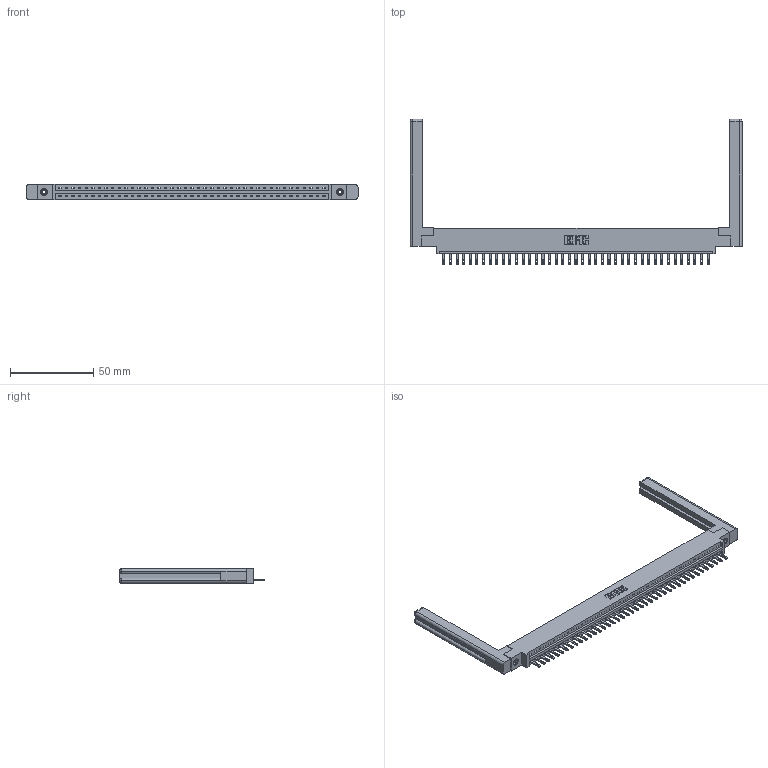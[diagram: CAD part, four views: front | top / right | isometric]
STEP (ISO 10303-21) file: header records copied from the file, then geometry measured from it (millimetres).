
FILE_DESCRIPTION (( 'STEP AP203' ), '1' );
FILE_NAME ('337-041-500-658.STEP', '2019-10-01T20:19:23', ( '' ), ( '' ), 'SwSTEP 2.0', 'SolidWorks 2016', '' );
FILE_SCHEMA (( 'CONFIG_CONTROL_DESIGN' ));
Length unit declared in the file: inch
Products named in the file (5): 345-250-001_345-250-001-102; 337-041-500-658; 337 Part_0.170 Offset - 0.156 Dia-TI; 345-292-001_345-293-100; 307-220-058
Assembly tree (46 placements, depth 2):
  337-041-500-658
    337 Part_0.170 Offset - 0.156 Dia-TI
    345-292-001_345-293-100  x41
    345-250-001_345-250-001-102  x2
    307-220-058  x2
Bounding box: 199.09 x 87.25 x 9.4 mm (x, y, z)
Volume: 27749.1 mm3; surface area: 26673.2 mm2
Topology: 46 solids, 46 shells, 2638 faces, 8057 edges, 5358 vertices
Faces by surface type: plane 1798, cylinder 816, cone 12, torus 12
Entity records: 33302 total; most frequent: CARTESIAN_POINT 5800, ORIENTED_EDGE 5716, DIRECTION 4904, EDGE_CURVE 2858, LINE 2678, VECTOR 2678, VERTEX_POINT 1898, AXIS2_PLACEMENT_3D 1113
